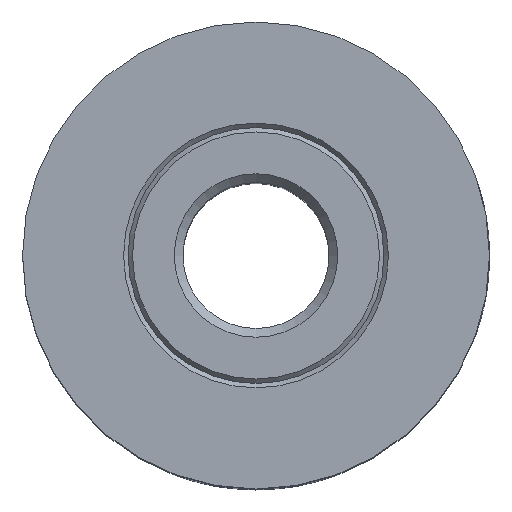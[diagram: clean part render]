
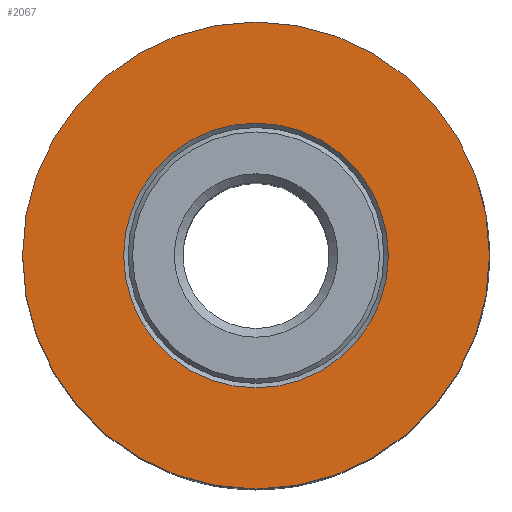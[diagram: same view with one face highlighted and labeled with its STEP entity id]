
A CAD part, top view. The second image highlights one B-rep face of the part: STEP entity #2067.
In plain terms, the highlighted planar face has unit normal (0, 0, 1).
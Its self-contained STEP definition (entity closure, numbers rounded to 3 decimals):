
#127=FACE_BOUND('',#314,.T.);
#134=PLANE('',#2376);
#187=FACE_OUTER_BOUND('',#313,.T.);
#313=EDGE_LOOP('',(#1680));
#314=EDGE_LOOP('',(#1681));
#837=CIRCLE('',#2375,4.536);
#838=CIRCLE('',#2377,8.);
#1025=VERTEX_POINT('',#4992);
#1026=VERTEX_POINT('',#4996);
#1290=EDGE_CURVE('',#1025,#1025,#837,.T.);
#1291=EDGE_CURVE('',#1026,#1026,#838,.T.);
#1680=ORIENTED_EDGE('',*,*,#1291,.T.);
#1681=ORIENTED_EDGE('',*,*,#1290,.F.);
#2067=ADVANCED_FACE('',(#187,#127),#134,.T.);
#2375=AXIS2_PLACEMENT_3D('',#4994,#2931,#2932);
#2376=AXIS2_PLACEMENT_3D('',#4995,#2933,#2934);
#2377=AXIS2_PLACEMENT_3D('',#4997,#2935,#2936);
#2931=DIRECTION('center_axis',(0.,0.,1.));
#2932=DIRECTION('ref_axis',(0.,-1.,0.));
#2933=DIRECTION('center_axis',(0.,0.,1.));
#2934=DIRECTION('ref_axis',(0.,-1.,0.));
#2935=DIRECTION('center_axis',(0.,0.,1.));
#2936=DIRECTION('ref_axis',(0.,-1.,0.));
#4992=CARTESIAN_POINT('',(0.,-4.536,20.));
#4994=CARTESIAN_POINT('Origin',(0.,0.,
20.));
#4995=CARTESIAN_POINT('Origin',(0.,0.,
20.));
#4996=CARTESIAN_POINT('',(0.,8.,20.));
#4997=CARTESIAN_POINT('Origin',(0.,0.,
20.));
